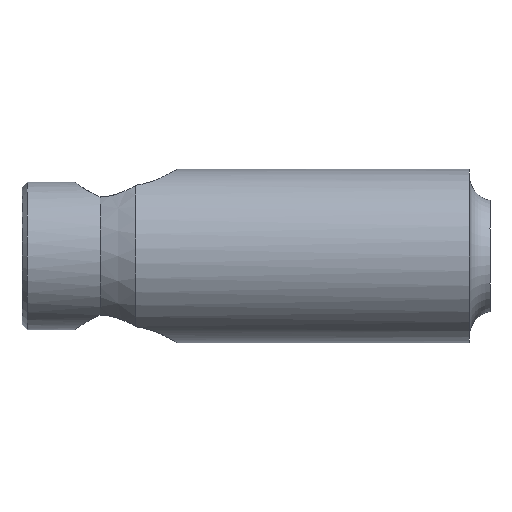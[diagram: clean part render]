
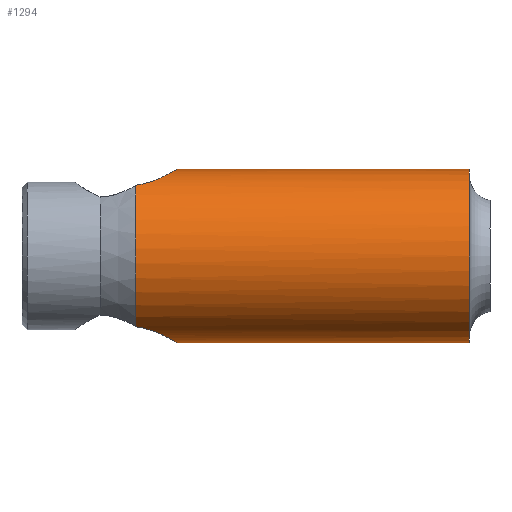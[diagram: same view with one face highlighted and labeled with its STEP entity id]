
A CAD part, left-side view. The second image highlights one B-rep face of the part: STEP entity #1294.
In plain terms, the highlighted cylindrical face has radius 5 mm (diameter 10 mm), a partial arc.
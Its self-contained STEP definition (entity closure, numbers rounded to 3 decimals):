
#69 = LINE ( 'NONE', #478, #166 ) ;
#103 = EDGE_CURVE ( 'NONE', #558, #1429, #1091, .T. ) ;
#107 = CARTESIAN_POINT ( 'NONE',  ( 0., 1.2, 5. ) ) ;
#120 = CIRCLE ( 'NONE', #1596, 5. ) ;
#128 = CARTESIAN_POINT ( 'NONE',  ( -2.896, 20.439, 4.076 ) ) ;
#139 = DIRECTION ( 'NONE',  ( 0., -1., 0. ) ) ;
#149 = DIRECTION ( 'NONE',  ( 0., 0., -1. ) ) ;
#150 = DIRECTION ( 'NONE',  ( 0., 0., -1. ) ) ;
#152 = DIRECTION ( 'NONE',  ( 0., -1., 0. ) ) ;
#156 = CARTESIAN_POINT ( 'NONE',  ( 0., 1.2, 0. ) ) ;
#158 = ORIENTED_EDGE ( 'NONE', *, *, #1284, .F. ) ;
#164 = CARTESIAN_POINT ( 'NONE',  ( 0., 0., 0. ) ) ;
#166 = VECTOR ( 'NONE', #473, 1000. ) ;
#179 = AXIS2_PLACEMENT_3D ( 'NONE', #164, #139, #149 ) ;
#205 = EDGE_LOOP ( 'NONE', ( #1617, #1340, #1538, #1698, #1644, #158 ) ) ;
#297 = B_SPLINE_CURVE_WITH_KNOTS ( 'NONE', 3,
 ( #341, #354, #1767, #1761, #1757, #1753, #1748, #1746, #1742, #1740, #1738, #1730, #1728, #1726, #1723, #1716 ),
 .UNSPECIFIED., .F., .F.,
 ( 4, 2, 2, 2, 2, 2, 2, 4 ),
 ( 0., 0.001, 0.002, 0.002, 0.003, 0.003, 0.004, 0.004 ),
 .UNSPECIFIED. ) ;
#322 = AXIS2_PLACEMENT_3D ( 'NONE', #156, #152, #150 ) ;
#341 = CARTESIAN_POINT ( 'NONE',  ( -2.896, 20.439, -4.076 ) ) ;
#354 = CARTESIAN_POINT ( 'NONE',  ( -2.83, 20.096, -4.123 ) ) ;
#386 = VERTEX_POINT ( 'NONE', #1120 ) ;
#427 = FACE_OUTER_BOUND ( 'NONE', #205, .T. ) ;
#473 = DIRECTION ( 'NONE',  ( 0., -1., 0. ) ) ;
#478 = CARTESIAN_POINT ( 'NONE',  ( 0., 0., 5. ) ) ;
#479 = VECTOR ( 'NONE', #755, 1000. ) ;
#558 = VERTEX_POINT ( 'NONE', #942 ) ;
#578 = VERTEX_POINT ( 'NONE', #925 ) ;
#615 = LINE ( 'NONE', #753, #479 ) ;
#742 = DIRECTION ( 'NONE',  ( 0., 0., -1. ) ) ;
#743 = DIRECTION ( 'NONE',  ( 0., -1., 0. ) ) ;
#744 = CARTESIAN_POINT ( 'NONE',  ( 0., 20.439, 0. ) ) ;
#746 = CYLINDRICAL_SURFACE ( 'NONE', #179, 5. ) ;
#753 = CARTESIAN_POINT ( 'NONE',  ( 0., 0., -5. ) ) ;
#755 = DIRECTION ( 'NONE',  ( 0., -1., 0. ) ) ;
#775 = EDGE_CURVE ( 'NONE', #1429, #1655, #120, .T. ) ;
#783 = EDGE_CURVE ( 'NONE', #386, #578, #615, .T. ) ;
#862 = CIRCLE ( 'NONE', #322, 5. ) ;
#925 = CARTESIAN_POINT ( 'NONE',  ( 0., 1.2, -5. ) ) ;
#942 = CARTESIAN_POINT ( 'NONE',  ( 0., 18.05, 5. ) ) ;
#1004 = EDGE_CURVE ( 'NONE', #558, #1561, #69, .T. ) ;
#1091 = B_SPLINE_CURVE_WITH_KNOTS ( 'NONE', 3,
 ( #1483, #1478, #1476, #1469, #1465, #1462, #1456, #1455, #1451, #1446, #1445, #1442 ),
 .UNSPECIFIED., .F., .F.,
 ( 4, 2, 2, 2, 2, 4 ),
 ( 0.004, 0.005, 0.005, 0.006, 0.007, 0.008 ),
 .UNSPECIFIED. ) ;
#1120 = CARTESIAN_POINT ( 'NONE',  ( 0., 18.05, -5. ) ) ;
#1284 = EDGE_CURVE ( 'NONE', #1561, #578, #862, .T. ) ;
#1294 = ADVANCED_FACE ( 'NONE', ( #427 ), #746, .T. ) ;
#1340 = ORIENTED_EDGE ( 'NONE', *, *, #103, .T. ) ;
#1343 = CARTESIAN_POINT ( 'NONE',  ( -2.896, 20.439, -4.076 ) ) ;
#1429 = VERTEX_POINT ( 'NONE', #128 ) ;
#1442 = CARTESIAN_POINT ( 'NONE',  ( -2.896, 20.439, 4.076 ) ) ;
#1445 = CARTESIAN_POINT ( 'NONE',  ( -2.83, 20.097, 4.123 ) ) ;
#1446 = CARTESIAN_POINT ( 'NONE',  ( -2.704, 19.775, 4.21 ) ) ;
#1451 = CARTESIAN_POINT ( 'NONE',  ( -2.364, 19.205, 4.41 ) ) ;
#1455 = CARTESIAN_POINT ( 'NONE',  ( -2.145, 18.948, 4.525 ) ) ;
#1456 = CARTESIAN_POINT ( 'NONE',  ( -1.636, 18.523, 4.733 ) ) ;
#1462 = CARTESIAN_POINT ( 'NONE',  ( -1.34, 18.349, 4.828 ) ) ;
#1465 = CARTESIAN_POINT ( 'NONE',  ( -0.858, 18.172, 4.929 ) ) ;
#1469 = CARTESIAN_POINT ( 'NONE',  ( -0.689, 18.126, 4.955 ) ) ;
#1476 = CARTESIAN_POINT ( 'NONE',  ( -0.348, 18.065, 4.991 ) ) ;
#1478 = CARTESIAN_POINT ( 'NONE',  ( -0.175, 18.05, 5. ) ) ;
#1483 = CARTESIAN_POINT ( 'NONE',  ( 0., 18.05, 5. ) ) ;
#1538 = ORIENTED_EDGE ( 'NONE', *, *, #775, .T. ) ;
#1561 = VERTEX_POINT ( 'NONE', #107 ) ;
#1596 = AXIS2_PLACEMENT_3D ( 'NONE', #744, #743, #742 ) ;
#1617 = ORIENTED_EDGE ( 'NONE', *, *, #1004, .F. ) ;
#1644 = ORIENTED_EDGE ( 'NONE', *, *, #783, .T. ) ;
#1655 = VERTEX_POINT ( 'NONE', #1343 ) ;
#1698 = ORIENTED_EDGE ( 'NONE', *, *, #1751, .T. ) ;
#1716 = CARTESIAN_POINT ( 'NONE',  ( 0., 18.05, -5. ) ) ;
#1723 = CARTESIAN_POINT ( 'NONE',  ( -0.176, 18.05, -5. ) ) ;
#1726 = CARTESIAN_POINT ( 'NONE',  ( -0.351, 18.066, -4.991 ) ) ;
#1728 = CARTESIAN_POINT ( 'NONE',  ( -0.69, 18.127, -4.955 ) ) ;
#1730 = CARTESIAN_POINT ( 'NONE',  ( -0.856, 18.172, -4.929 ) ) ;
#1738 = CARTESIAN_POINT ( 'NONE',  ( -1.18, 18.291, -4.862 ) ) ;
#1740 = CARTESIAN_POINT ( 'NONE',  ( -1.334, 18.364, -4.821 ) ) ;
#1742 = CARTESIAN_POINT ( 'NONE',  ( -1.625, 18.532, -4.731 ) ) ;
#1746 = CARTESIAN_POINT ( 'NONE',  ( -1.761, 18.627, -4.682 ) ) ;
#1748 = CARTESIAN_POINT ( 'NONE',  ( -2.018, 18.841, -4.577 ) ) ;
#1751 = EDGE_CURVE ( 'NONE', #1655, #386, #297, .T. ) ;
#1753 = CARTESIAN_POINT ( 'NONE',  ( -2.137, 18.959, -4.522 ) ) ;
#1757 = CARTESIAN_POINT ( 'NONE',  ( -2.352, 19.211, -4.414 ) ) ;
#1761 = CARTESIAN_POINT ( 'NONE',  ( -2.449, 19.346, -4.361 ) ) ;
#1767 = CARTESIAN_POINT ( 'NONE',  ( -2.707, 19.78, -4.209 ) ) ;
